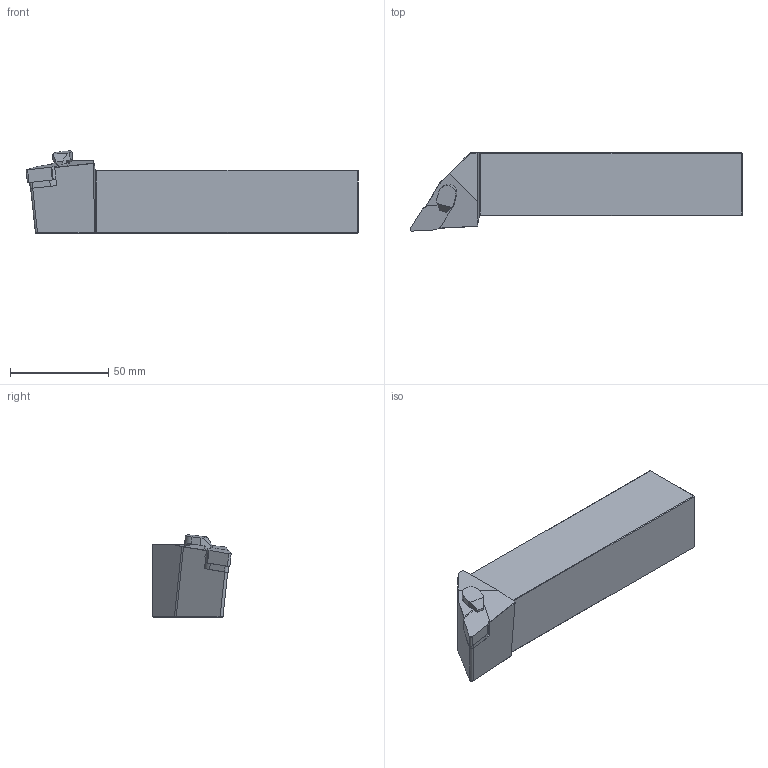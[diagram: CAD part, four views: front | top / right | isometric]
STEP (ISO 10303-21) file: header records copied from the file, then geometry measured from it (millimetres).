
FILE_DESCRIPTION(/* description */ (''),/* implementation_level */ '2;1');
FILE_NAME(/* name */ 'PDJNR 3232 P15C.stp',/* time_stamp */ '2023-09-29T20:03:43+03:00',/* author */ (''),/* organization */ (''),/* preprocessor_version */ 'ST-DEVELOPER v19.4',/* originating_system */ 'SIEMENS PLM Software NX2306.3001',/* authorisation */ '');
FILE_SCHEMA (('AUTOMOTIVE_DESIGN { 1 0 10303 214 3 1 1 1 }'));
Length unit declared in the file: millimetre
Products named in the file (1): PDJNR 3232 P15C light_step
Bounding box: 169.33 x 39.93 x 41.88 mm (x, y, z)
Volume: 164259.2 mm3; surface area: 23889.9 mm2
Topology: 2 solids, 2 shells, 87 faces, 217 edges, 135 vertices
Faces by surface type: plane 63, cylinder 18, cone 3, bspline 3
Entity records: 2629 total; most frequent: CARTESIAN_POINT 531, ORIENTED_EDGE 434, DIRECTION 412, EDGE_CURVE 217, LINE 164, VECTOR 164, VERTEX_POINT 135, AXIS2_PLACEMENT_3D 124
